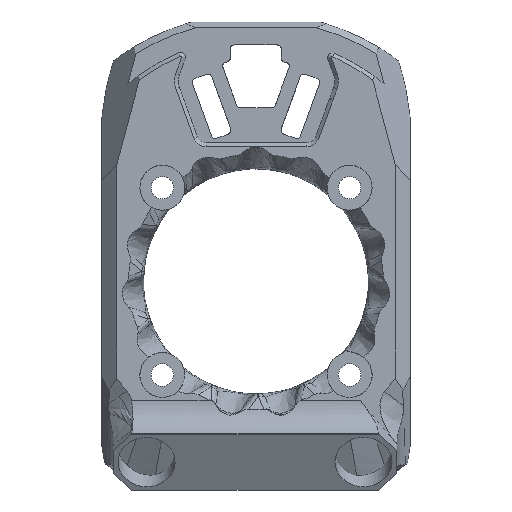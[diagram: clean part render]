
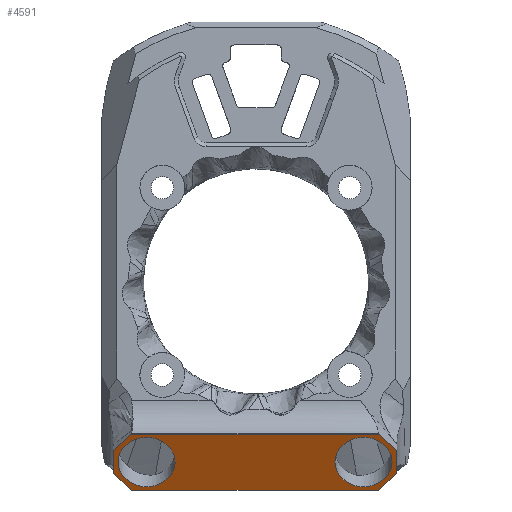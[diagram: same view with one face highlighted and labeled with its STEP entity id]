
A CAD part, front view. The second image highlights one B-rep face of the part: STEP entity #4591.
In plain terms, the highlighted planar face has unit normal (0, -0.866, -0.5).
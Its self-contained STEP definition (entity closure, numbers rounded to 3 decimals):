
#25=FACE_BOUND('',#1050,.T.);
#26=FACE_BOUND('',#1051,.T.);
#213=PLANE('',#4916);
#290=LINE('',#7110,#520);
#293=LINE('',#7170,#523);
#296=LINE('',#7234,#526);
#299=LINE('',#7366,#529);
#302=LINE('',#7459,#532);
#304=LINE('',#7693,#534);
#307=LINE('',#7963,#537);
#308=LINE('',#7969,#538);
#520=VECTOR('',#5314,10.);
#523=VECTOR('',#5319,10.);
#526=VECTOR('',#5324,10.);
#529=VECTOR('',#5333,10.);
#532=VECTOR('',#5342,10.);
#534=VECTOR('',#5350,10.);
#537=VECTOR('',#5385,10.);
#538=VECTOR('',#5390,10.);
#765=FACE_OUTER_BOUND('',#1049,.T.);
#1049=EDGE_LOOP('',(#3204,#3205,#3206,#3207,#3208,#3209,#3210,#3211));
#1050=EDGE_LOOP('',(#3212));
#1051=EDGE_LOOP('',(#3213));
#1346=CIRCLE('',#4903,3.05);
#1348=CIRCLE('',#4908,3.05);
#1852=VERTEX_POINT('',#7107);
#1853=VERTEX_POINT('',#7109);
#1860=VERTEX_POINT('',#7167);
#1861=VERTEX_POINT('',#7169);
#1867=VERTEX_POINT('',#7231);
#1868=VERTEX_POINT('',#7233);
#1876=VERTEX_POINT('',#7364);
#1883=VERTEX_POINT('',#7458);
#1900=VERTEX_POINT('',#7901);
#1906=VERTEX_POINT('',#7929);
#2315=EDGE_CURVE('',#1852,#1853,#290,.T.);
#2324=EDGE_CURVE('',#1860,#1861,#293,.T.);
#2333=EDGE_CURVE('',#1868,#1867,#296,.T.);
#2348=EDGE_CURVE('',#1860,#1876,#299,.T.);
#2359=EDGE_CURVE('',#1868,#1883,#302,.T.);
#2370=EDGE_CURVE('',#1867,#1853,#304,.T.);
#2385=EDGE_CURVE('',#1900,#1900,#1346,.T.);
#2392=EDGE_CURVE('',#1906,#1906,#1348,.T.);
#2400=EDGE_CURVE('',#1861,#1852,#307,.T.);
#2402=EDGE_CURVE('',#1876,#1883,#308,.T.);
#3204=ORIENTED_EDGE('',*,*,#2333,.T.);
#3205=ORIENTED_EDGE('',*,*,#2370,.T.);
#3206=ORIENTED_EDGE('',*,*,#2315,.F.);
#3207=ORIENTED_EDGE('',*,*,#2400,.F.);
#3208=ORIENTED_EDGE('',*,*,#2324,.F.);
#3209=ORIENTED_EDGE('',*,*,#2348,.T.);
#3210=ORIENTED_EDGE('',*,*,#2402,.T.);
#3211=ORIENTED_EDGE('',*,*,#2359,.F.);
#3212=ORIENTED_EDGE('',*,*,#2385,.T.);
#3213=ORIENTED_EDGE('',*,*,#2392,.F.);
#4591=ADVANCED_FACE('',(#765,#25,#26),#213,.T.);
#4903=AXIS2_PLACEMENT_3D('',#7902,#5361,#5362);
#4908=AXIS2_PLACEMENT_3D('',#7930,#5372,#5373);
#4916=AXIS2_PLACEMENT_3D('',#7970,#5391,#5392);
#5314=DIRECTION('',(1.,0.,0.));
#5319=DIRECTION('',(0.,-0.5,0.866));
#5324=DIRECTION('',(0.,-0.5,0.866));
#5333=DIRECTION('',(0.697,0.359,-0.621));
#5342=DIRECTION('',(-0.697,0.359,-0.621));
#5350=DIRECTION('',(-0.697,-0.359,0.621));
#5361=DIRECTION('center_axis',(0.,0.866,0.5));
#5362=DIRECTION('ref_axis',(-1.,0.,0.));
#5372=DIRECTION('center_axis',(0.,-0.866,
-0.5));
#5373=DIRECTION('ref_axis',(1.,0.,0.));
#5385=DIRECTION('',(0.697,-0.359,0.621));
#5390=DIRECTION('',(1.,0.,0.));
#5391=DIRECTION('center_axis',(0.,-0.866,
-0.5));
#5392=DIRECTION('ref_axis',(1.,0.,0.));
#7107=CARTESIAN_POINT('',(113.833,89.997,55.655));
#7109=CARTESIAN_POINT('',(140.195,89.997,55.655));
#7110=CARTESIAN_POINT('',(127.014,89.997,55.655));
#7167=CARTESIAN_POINT('',(111.88,92.443,51.419));
#7169=CARTESIAN_POINT('',(111.88,91.002,53.915));
#7170=CARTESIAN_POINT('',(111.88,91.722,52.667));
#7231=CARTESIAN_POINT('',(142.148,91.002,53.915));
#7233=CARTESIAN_POINT('',(142.148,92.443,51.419));
#7234=CARTESIAN_POINT('',(142.148,91.722,52.667));
#7364=CARTESIAN_POINT('',(113.833,93.447,49.679));
#7366=CARTESIAN_POINT('',(112.884,92.959,50.524));
#7458=CARTESIAN_POINT('',(140.195,93.447,49.679));
#7459=CARTESIAN_POINT('',(141.143,92.959,50.524));
#7693=CARTESIAN_POINT('',(142.388,91.125,53.701));
#7901=CARTESIAN_POINT('',(118.48,91.722,52.667));
#7902=CARTESIAN_POINT('Origin',(115.43,91.722,52.667));
#7929=CARTESIAN_POINT('',(135.548,91.722,52.667));
#7930=CARTESIAN_POINT('Origin',(138.598,91.722,52.667));
#7963=CARTESIAN_POINT('',(111.64,91.125,53.701));
#7969=CARTESIAN_POINT('',(127.014,93.447,49.679));
#7970=CARTESIAN_POINT('Origin',(134.581,91.722,52.667));
